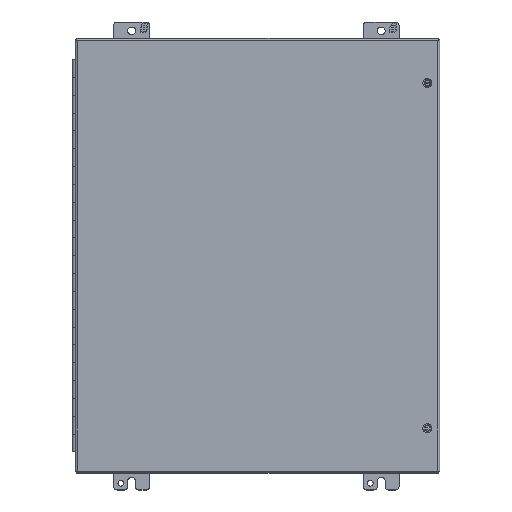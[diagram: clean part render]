
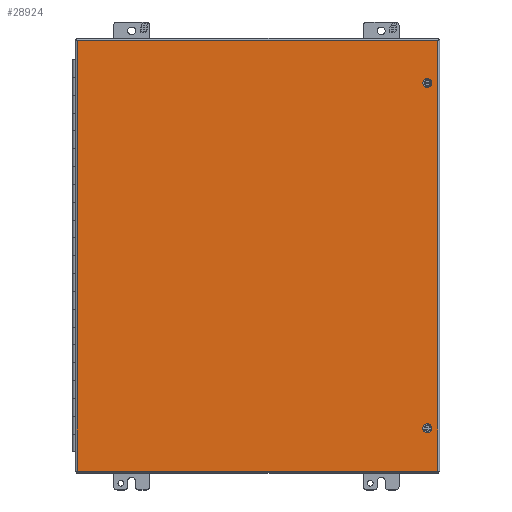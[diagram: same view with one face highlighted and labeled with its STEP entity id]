
A CAD part, top view. The second image highlights one B-rep face of the part: STEP entity #28924.
In plain terms, the highlighted planar face has unit normal (0, 0, 1).
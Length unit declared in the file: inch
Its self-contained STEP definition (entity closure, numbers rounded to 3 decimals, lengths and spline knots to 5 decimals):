
#286 = CARTESIAN_POINT ( 'NONE',  ( 9.58998, -9.8195, 9.172 ) ) ;
#508 = CARTESIAN_POINT ( 'NONE',  ( -10.05202, -12.0795, 9.172 ) ) ;
#886 = EDGE_CURVE ( 'NONE', #20849, #14208, #20074, .T. ) ;
#1226 = CIRCLE ( 'NONE', #7078, 0.133 ) ;
#2034 = CARTESIAN_POINT ( 'NONE',  ( 9.58998, -9.5535, 9.172 ) ) ;
#2492 = VERTEX_POINT ( 'NONE', #2034 ) ;
#3170 = CARTESIAN_POINT ( 'NONE',  ( -10.05202, -12.0795, 9.172 ) ) ;
#3261 = DIRECTION ( 'NONE',  ( 0., -1., 0. ) ) ;
#3945 = AXIS2_PLACEMENT_3D ( 'NONE', #21055, #18699, #20960 ) ;
#4834 = ORIENTED_EDGE ( 'NONE', *, *, #9583, .T. ) ;
#5225 = ORIENTED_EDGE ( 'NONE', *, *, #16472, .T. ) ;
#5307 = ORIENTED_EDGE ( 'NONE', *, *, #12870, .T. ) ;
#5598 = DIRECTION ( 'NONE',  ( 0., 0., -1. ) ) ;
#5984 = CIRCLE ( 'NONE', #3945, 0.133 ) ;
#6310 = AXIS2_PLACEMENT_3D ( 'NONE', #19435, #26088, #25898 ) ;
#6989 = DIRECTION ( 'NONE',  ( 0., -1., 0. ) ) ;
#7078 = AXIS2_PLACEMENT_3D ( 'NONE', #10648, #5598, #3261 ) ;
#7733 = LINE ( 'NONE', #29058, #26677 ) ;
#7938 = EDGE_LOOP ( 'NONE', ( #27342, #4834, #20640, #21142 ) ) ;
#8282 = VERTEX_POINT ( 'NONE', #22682 ) ;
#8714 = DIRECTION ( 'NONE',  ( 0., 1., 0. ) ) ;
#9113 = LINE ( 'NONE', #3170, #20305 ) ;
#9583 = EDGE_CURVE ( 'NONE', #13077, #20849, #12988, .T. ) ;
#9673 = CARTESIAN_POINT ( 'NONE',  ( -10.05202, 12.0795, 9.172 ) ) ;
#9770 = CARTESIAN_POINT ( 'NONE',  ( 9.58998, 9.8195, 9.172 ) ) ;
#9771 = CIRCLE ( 'NONE', #26370, 0.133 ) ;
#10648 = CARTESIAN_POINT ( 'NONE',  ( 9.58998, -9.6865, 9.172 ) ) ;
#11175 = EDGE_CURVE ( 'NONE', #14208, #25640, #9113, .T. ) ;
#11610 = DIRECTION ( 'NONE',  ( 0., -1., 0. ) ) ;
#12332 = EDGE_LOOP ( 'NONE', ( #5307, #5225 ) ) ;
#12870 = EDGE_CURVE ( 'NONE', #8282, #20845, #20231, .T. ) ;
#12988 = LINE ( 'NONE', #20840, #14392 ) ;
#13077 = VERTEX_POINT ( 'NONE', #20292 ) ;
#14208 = VERTEX_POINT ( 'NONE', #508 ) ;
#14377 = EDGE_CURVE ( 'NONE', #2492, #16303, #1226, .T. ) ;
#14392 = VECTOR ( 'NONE', #18869, 39.37008 ) ;
#14989 = ORIENTED_EDGE ( 'NONE', *, *, #26216, .T. ) ;
#15979 = PLANE ( 'NONE',  #17637 ) ;
#16303 = VERTEX_POINT ( 'NONE', #286 ) ;
#16472 = EDGE_CURVE ( 'NONE', #20845, #8282, #5984, .T. ) ;
#16613 = ORIENTED_EDGE ( 'NONE', *, *, #14377, .T. ) ;
#16779 = EDGE_CURVE ( 'NONE', #25640, #13077, #7733, .T. ) ;
#17637 = AXIS2_PLACEMENT_3D ( 'NONE', #24988, #25176, #22917 ) ;
#18161 = CARTESIAN_POINT ( 'NONE',  ( -10.05202, -12.0795, 9.172 ) ) ;
#18699 = DIRECTION ( 'NONE',  ( 0., 0., -1. ) ) ;
#18869 = DIRECTION ( 'NONE',  ( -1., 0., 0. ) ) ;
#19435 = CARTESIAN_POINT ( 'NONE',  ( 9.58998, 9.6865, 9.172 ) ) ;
#19639 = DIRECTION ( 'NONE',  ( 1., 0., 0. ) ) ;
#20074 = LINE ( 'NONE', #18161, #23222 ) ;
#20231 = CIRCLE ( 'NONE', #6310, 0.133 ) ;
#20292 = CARTESIAN_POINT ( 'NONE',  ( 10.16998, 12.0795, 9.172 ) ) ;
#20305 = VECTOR ( 'NONE', #19639, 39.37008 ) ;
#20640 = ORIENTED_EDGE ( 'NONE', *, *, #886, .T. ) ;
#20805 = FACE_BOUND ( 'NONE', #26207, .T. ) ;
#20840 = CARTESIAN_POINT ( 'NONE',  ( -10.05202, 12.0795, 9.172 ) ) ;
#20845 = VERTEX_POINT ( 'NONE', #9770 ) ;
#20849 = VERTEX_POINT ( 'NONE', #9673 ) ;
#20960 = DIRECTION ( 'NONE',  ( 0., -1., 0. ) ) ;
#21055 = CARTESIAN_POINT ( 'NONE',  ( 9.58998, 9.6865, 9.172 ) ) ;
#21142 = ORIENTED_EDGE ( 'NONE', *, *, #11175, .T. ) ;
#21835 = FACE_BOUND ( 'NONE', #12332, .T. ) ;
#22676 = CARTESIAN_POINT ( 'NONE',  ( 10.16998, -12.0795, 9.172 ) ) ;
#22682 = CARTESIAN_POINT ( 'NONE',  ( 9.58998, 9.5535, 9.172 ) ) ;
#22917 = DIRECTION ( 'NONE',  ( 0., -1., 0. ) ) ;
#23222 = VECTOR ( 'NONE', #6989, 39.37008 ) ;
#24668 = FACE_OUTER_BOUND ( 'NONE', #7938, .T. ) ;
#24911 = DIRECTION ( 'NONE',  ( 0., 0., -1. ) ) ;
#24988 = CARTESIAN_POINT ( 'NONE',  ( -10.05202, -12.0795, 9.172 ) ) ;
#25002 = CARTESIAN_POINT ( 'NONE',  ( 9.58998, -9.6865, 9.172 ) ) ;
#25176 = DIRECTION ( 'NONE',  ( 0., 0., 1. ) ) ;
#25640 = VERTEX_POINT ( 'NONE', #22676 ) ;
#25898 = DIRECTION ( 'NONE',  ( 0., -1., 0. ) ) ;
#26088 = DIRECTION ( 'NONE',  ( 0., 0., -1. ) ) ;
#26207 = EDGE_LOOP ( 'NONE', ( #14989, #16613 ) ) ;
#26216 = EDGE_CURVE ( 'NONE', #16303, #2492, #9771, .T. ) ;
#26370 = AXIS2_PLACEMENT_3D ( 'NONE', #25002, #24911, #11610 ) ;
#26677 = VECTOR ( 'NONE', #8714, 39.37008 ) ;
#27342 = ORIENTED_EDGE ( 'NONE', *, *, #16779, .T. ) ;
#28924 = ADVANCED_FACE ( 'NONE', ( #24668, #21835, #20805 ), #15979, .T. ) ;
#29058 = CARTESIAN_POINT ( 'NONE',  ( 10.16998, -12.0795, 9.172 ) ) ;
